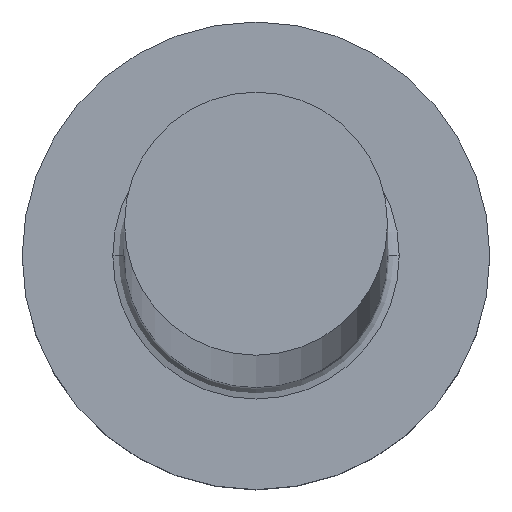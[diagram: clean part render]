
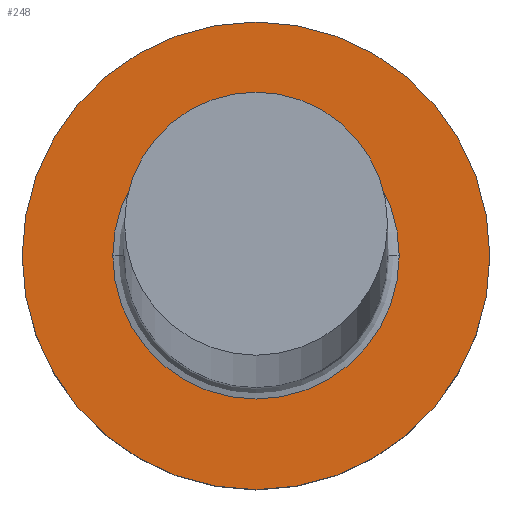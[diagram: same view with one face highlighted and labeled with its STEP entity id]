
A CAD part, top view. The second image highlights one B-rep face of the part: STEP entity #248.
In plain terms, the highlighted planar face has unit normal (0, 0, 1).
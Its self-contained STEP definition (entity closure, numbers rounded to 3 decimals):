
#5 = EDGE_LOOP ( 'NONE', ( #287, #291 ) ) ;
#10 = EDGE_LOOP ( 'NONE', ( #29, #75 ) ) ;
#29 = ORIENTED_EDGE ( 'NONE', *, *, #306, .T. ) ;
#37 = CARTESIAN_POINT ( 'NONE',  ( 4., 0., 3. ) ) ;
#45 = DIRECTION ( 'NONE',  ( 0., 0., 1. ) ) ;
#49 = CIRCLE ( 'NONE', #158, 4. ) ;
#53 = VERTEX_POINT ( 'NONE', #229 ) ;
#60 = EDGE_CURVE ( 'NONE', #53, #194, #118, .T. ) ;
#66 = DIRECTION ( 'NONE',  ( 1., 0., 0. ) ) ;
#69 = DIRECTION ( 'NONE',  ( 0., 0., 1. ) ) ;
#75 = ORIENTED_EDGE ( 'NONE', *, *, #181, .T. ) ;
#85 = CARTESIAN_POINT ( 'NONE',  ( 0., 0., 3. ) ) ;
#90 = EDGE_CURVE ( 'NONE', #194, #53, #130, .T. ) ;
#92 = FACE_OUTER_BOUND ( 'NONE', #10, .T. ) ;
#112 = AXIS2_PLACEMENT_3D ( 'NONE', #232, #131, #156 ) ;
#118 = CIRCLE ( 'NONE', #200, 2.45 ) ;
#130 = CIRCLE ( 'NONE', #112, 2.45 ) ;
#131 = DIRECTION ( 'NONE',  ( 0., 0., -1. ) ) ;
#154 = DIRECTION ( 'NONE',  ( 0., 0., 1. ) ) ;
#156 = DIRECTION ( 'NONE',  ( 1., 0., 0. ) ) ;
#158 = AXIS2_PLACEMENT_3D ( 'NONE', #237, #69, #235 ) ;
#159 = FACE_BOUND ( 'NONE', #5, .T. ) ;
#181 = EDGE_CURVE ( 'NONE', #199, #218, #246, .T. ) ;
#183 = DIRECTION ( 'NONE',  ( 1., 0., 0. ) ) ;
#194 = VERTEX_POINT ( 'NONE', #275 ) ;
#199 = VERTEX_POINT ( 'NONE', #37 ) ;
#200 = AXIS2_PLACEMENT_3D ( 'NONE', #85, #274, #183 ) ;
#209 = CARTESIAN_POINT ( 'NONE',  ( 0., 0., 3. ) ) ;
#218 = VERTEX_POINT ( 'NONE', #249 ) ;
#229 = CARTESIAN_POINT ( 'NONE',  ( -2.45, 0., 3. ) ) ;
#232 = CARTESIAN_POINT ( 'NONE',  ( 0., 0., 3. ) ) ;
#235 = DIRECTION ( 'NONE',  ( 1., 0., 0. ) ) ;
#237 = CARTESIAN_POINT ( 'NONE',  ( 0., 0., 3. ) ) ;
#246 = CIRCLE ( 'NONE', #283, 4. ) ;
#248 = ADVANCED_FACE ( 'NONE', ( #159, #92 ), #278, .T. ) ;
#249 = CARTESIAN_POINT ( 'NONE',  ( -4., 0., 3. ) ) ;
#251 = DIRECTION ( 'NONE',  ( 1., 0., 0. ) ) ;
#274 = DIRECTION ( 'NONE',  ( 0., 0., -1. ) ) ;
#275 = CARTESIAN_POINT ( 'NONE',  ( 2.45, 0., 3. ) ) ;
#278 = PLANE ( 'NONE',  #307 ) ;
#279 = CARTESIAN_POINT ( 'NONE',  ( 0., 0., 3. ) ) ;
#283 = AXIS2_PLACEMENT_3D ( 'NONE', #209, #154, #251 ) ;
#287 = ORIENTED_EDGE ( 'NONE', *, *, #90, .T. ) ;
#291 = ORIENTED_EDGE ( 'NONE', *, *, #60, .T. ) ;
#306 = EDGE_CURVE ( 'NONE', #218, #199, #49, .T. ) ;
#307 = AXIS2_PLACEMENT_3D ( 'NONE', #279, #45, #66 ) ;
